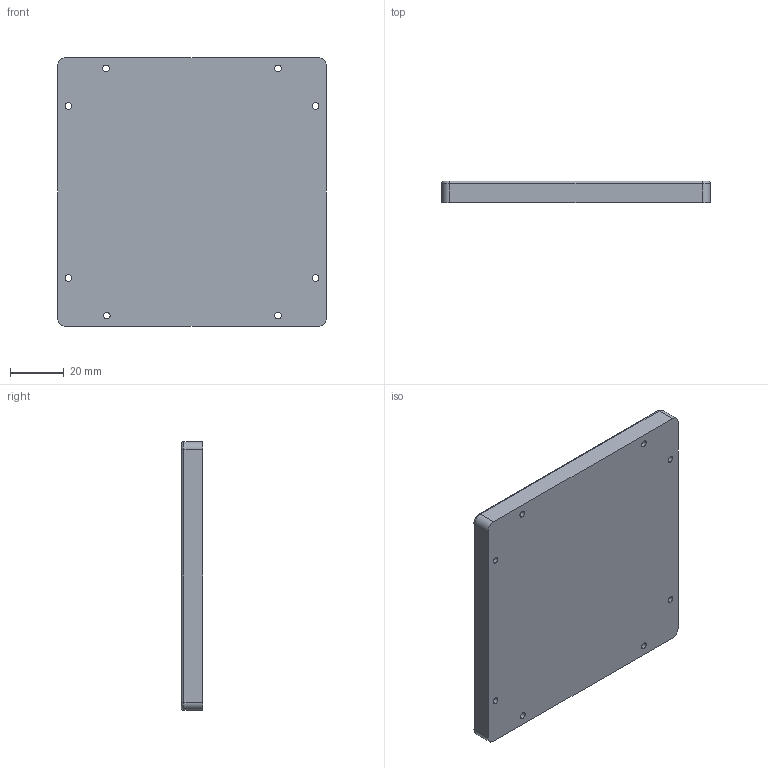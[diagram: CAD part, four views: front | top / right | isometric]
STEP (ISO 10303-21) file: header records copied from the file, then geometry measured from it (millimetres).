
FILE_DESCRIPTION (( 'STEP AP214' ), '1' );
FILE_NAME ('cover_top.step', '2021-08-18T21:27:05', ( '' ), ( '' ), 'SwSTEP 2.0', 'SolidWorks 2019', '' );
FILE_SCHEMA (( 'AUTOMOTIVE_DESIGN' ));
Length unit declared in the file: millimetre
Products named in the file (1): cover_top
Bounding box: 100 x 8 x 100 mm (x, y, z)
Volume: 79325.2 mm3; surface area: 23516.6 mm2
Topology: 1 solids, 1 shells, 58 faces, 136 edges, 88 vertices
Faces by surface type: cylinder 40, plane 14, torus 4
Entity records: 1766 total; most frequent: DIRECTION 338, CARTESIAN_POINT 283, ORIENTED_EDGE 272, AXIS2_PLACEMENT_3D 143, EDGE_CURVE 136, VERTEX_POINT 88, CIRCLE 84, EDGE_LOOP 82
